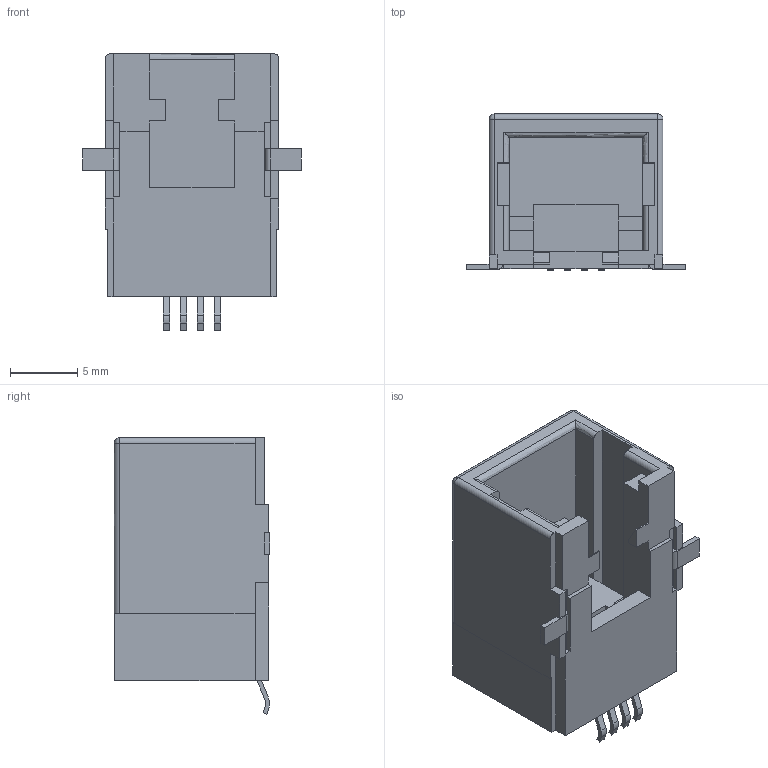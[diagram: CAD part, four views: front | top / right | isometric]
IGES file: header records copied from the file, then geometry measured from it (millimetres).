
Start section: SolidWorks IGES file using analytic representation for surfaces
Global section: file name: GMX-SMT4-N-64_rA4.IGS; native system: SolidWorks 2012; preprocessor: SolidWorks 2012; author: Daniel; date: 140212.112355; units: millimetre
Bounding box: 16.31 x 11.6 x 20.6 mm (x, y, z)
Surface area: 1729.7 mm2 (no closed solid volume)
Topology: 0 solids, 0 shells, 142 faces, 1256 edges, 1648 vertices
Faces by surface type: bspline 120, revolution 22
